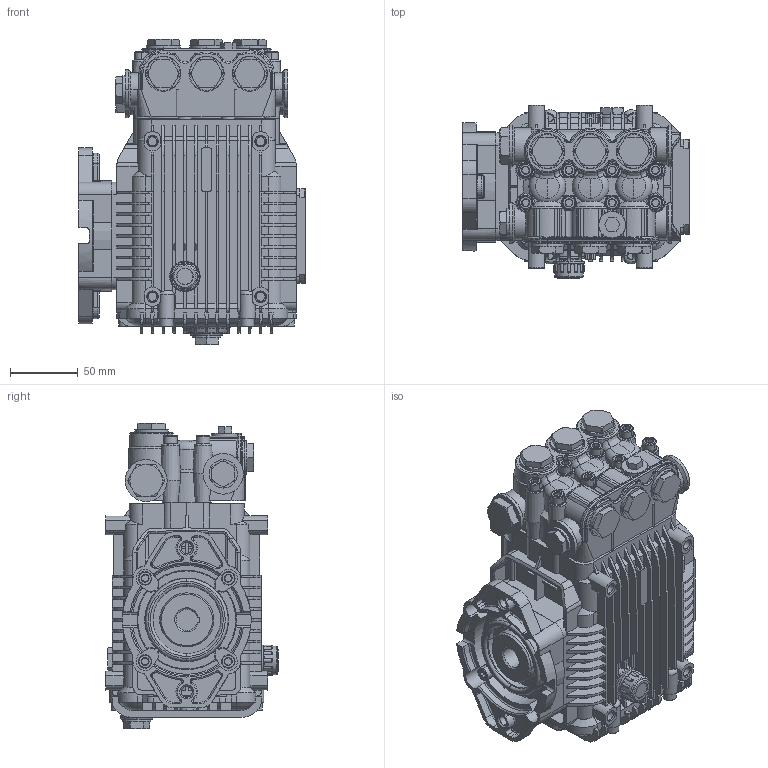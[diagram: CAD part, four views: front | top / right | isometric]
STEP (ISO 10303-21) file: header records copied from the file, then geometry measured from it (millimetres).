
FILE_DESCRIPTION(('Creo Elements/Direct Modeling STEP Export'),'2;1');
FILE_NAME('INGOMBRI_XM_DX+F38.stp','2021-12-01T17:51:24',(''),(''),'Creo Elements/Direct Modeling STEP processor for AP214 (Solid Model)','Creo Elements/Direct Modeling 19.0F 14-Feb-2017 (C) Parametric Technology GmbH','');
FILE_SCHEMA(('AUTOMOTIVE_DESIGN { 1 0 10303 214 1 1 1 1 }'));
Products named in the file (2): 1788514
Assembly tree (1 placements, depth 2):
  1788514
    1788514
Bounding box: 167.51 x 127.8 x 225.9 mm (x, y, z)
Volume: 2321395.9 mm3; surface area: 288602 mm2
Topology: 1 solids, 1 shells, 3103 faces, 8303 edges, 5317 vertices
Faces by surface type: plane 1516, cylinder 994, cone 294, torus 243, bspline 39, sphere 10, extrusion 7
Entity records: 127993 total; most frequent: CARTESIAN_POINT 56997, ORIENTED_EDGE 16562, DIRECTION 12562, EDGE_CURVE 8281, VERTEX_POINT 5317, AXIS2_PLACEMENT_3D 4323, VECTOR 3916, LINE 3909
